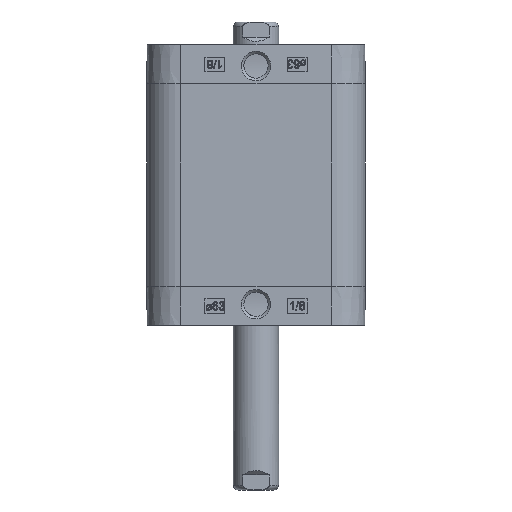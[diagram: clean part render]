
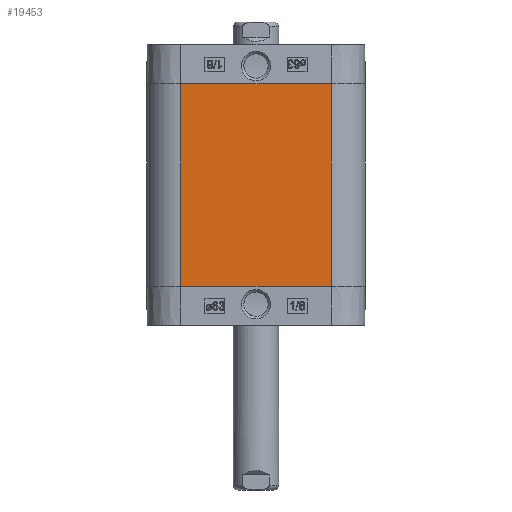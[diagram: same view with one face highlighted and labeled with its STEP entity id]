
A CAD part, left-side view. The second image highlights one B-rep face of the part: STEP entity #19453.
In plain terms, the highlighted planar face has unit normal (-1, 0, 0).
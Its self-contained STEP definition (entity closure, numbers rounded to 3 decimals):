
#692=LINE('',#26112,#1818);
#854=LINE('',#26480,#1980);
#855=LINE('',#26484,#1981);
#856=LINE('',#26485,#1982);
#1818=VECTOR('',#22212,1000.);
#1980=VECTOR('',#22676,1000.);
#1981=VECTOR('',#22681,1000.);
#1982=VECTOR('',#22682,1000.);
#2878=PLANE('',#20578);
#4391=ORIENTED_EDGE('',*,*,#8019,.T.);
#4392=ORIENTED_EDGE('',*,*,#7814,.F.);
#4393=ORIENTED_EDGE('',*,*,#8020,.T.);
#4394=ORIENTED_EDGE('',*,*,#8017,.T.);
#7814=EDGE_CURVE('',#9802,#9799,#692,.T.);
#8017=EDGE_CURVE('',#9858,#9857,#854,.T.);
#8019=EDGE_CURVE('',#9857,#9799,#855,.T.);
#8020=EDGE_CURVE('',#9802,#9858,#856,.T.);
#9799=VERTEX_POINT('',#26106);
#9802=VERTEX_POINT('',#26111);
#9857=VERTEX_POINT('',#26479);
#9858=VERTEX_POINT('',#26481);
#11478=EDGE_LOOP('',(#4391,#4392,#4393,#4394));
#12510=FACE_BOUND('',#11478,.T.);
#19453=ADVANCED_FACE('',(#12510),#2878,.T.);
#20578=AXIS2_PLACEMENT_3D('',#26483,#22679,#22680);
#22212=DIRECTION('',(0.,0.,1.));
#22676=DIRECTION('',(0.,0.,1.));
#22679=DIRECTION('',(-1.,0.,0.));
#22680=DIRECTION('',(0.,0.,1.));
#22681=DIRECTION('',(0.,1.,0.));
#22682=DIRECTION('',(0.,-1.,0.));
#26106=CARTESIAN_POINT('',(-38.5,26.5,40.25));
#26111=CARTESIAN_POINT('',(-38.5,26.5,-31.25));
#26112=CARTESIAN_POINT('',(-38.5,26.5,13.75));
#26479=CARTESIAN_POINT('',(-38.5,-26.5,40.25));
#26480=CARTESIAN_POINT('',(-38.5,-26.5,13.75));
#26481=CARTESIAN_POINT('',(-38.5,-26.5,-31.25));
#26483=CARTESIAN_POINT('',(-38.5,-26.5,13.75));
#26484=CARTESIAN_POINT('',(-38.5,-26.5,40.25));
#26485=CARTESIAN_POINT('',(-38.5,26.5,-31.25));
